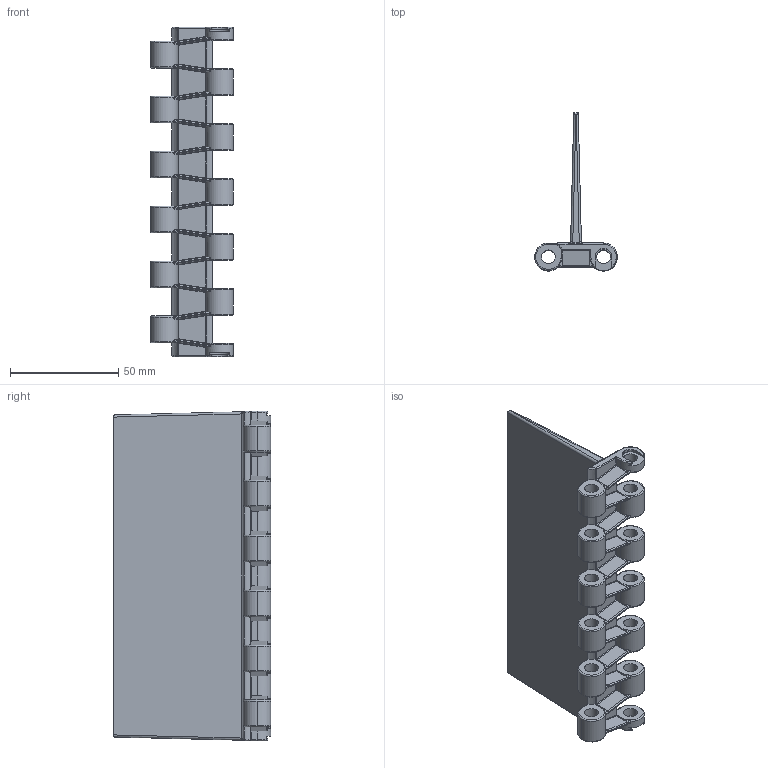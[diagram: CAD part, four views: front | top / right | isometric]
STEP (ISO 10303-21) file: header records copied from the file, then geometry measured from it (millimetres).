
FILE_DESCRIPTION (( 'STEP AP214' ), '1' );
FILE_NAME ('LF9100.2ET060.STEP', '2021-03-12T07:09:05', ( '' ), ( '' ), 'SwSTEP 2.0', 'SolidWorks 2019', '' );
FILE_SCHEMA (( 'AUTOMOTIVE_DESIGN' ));
Length unit declared in the file: millimetre
Products named in the file (1): LF9100.2ET060
Bounding box: 38.1 x 72.7 x 152 mm (x, y, z)
Volume: 56013 mm3; surface area: 36172.3 mm2
Topology: 1 solids, 1 shells, 668 faces, 1726 edges, 1050 vertices
Faces by surface type: cylinder 281, plane 156, torus 117, bspline 64, cone 48, sphere 2
Entity records: 22042 total; most frequent: CARTESIAN_POINT 6783, ORIENTED_EDGE 3432, DIRECTION 3019, EDGE_CURVE 1716, AXIS2_PLACEMENT_3D 1198, VERTEX_POINT 1050, EDGE_LOOP 694, ADVANCED_FACE 668
